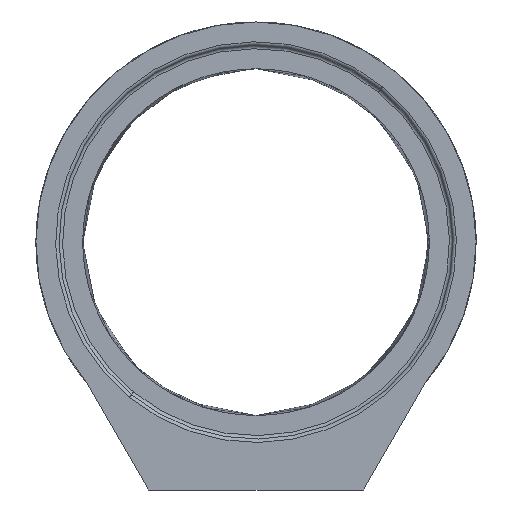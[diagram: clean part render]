
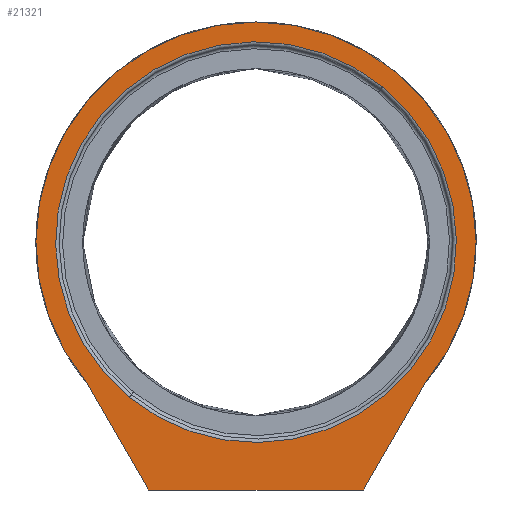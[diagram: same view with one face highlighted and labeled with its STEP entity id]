
A CAD part, left-side view. The second image highlights one B-rep face of the part: STEP entity #21321.
In plain terms, the highlighted face is planar.
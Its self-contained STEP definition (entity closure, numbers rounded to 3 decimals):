
#522 = CARTESIAN_POINT ( 'NONE',  ( -715., -500., -100. ) ) ;
#714 = AXIS2_PLACEMENT_3D ( 'NONE', #2609, #15039, #22123 ) ;
#802 = AXIS2_PLACEMENT_3D ( 'NONE', #5393, #17823, #1906 ) ;
#902 = CARTESIAN_POINT ( 'NONE',  ( 447.735, 365.537, -100. ) ) ;
#933 = EDGE_LOOP ( 'NONE', ( #6827, #8139 ) ) ;
#1150 = AXIS2_PLACEMENT_3D ( 'NONE', #14070, #20810, #12220 ) ;
#1399 = PLANE ( 'NONE',  #1150 ) ;
#1642 = VERTEX_POINT ( 'NONE', #7159 ) ;
#1906 = DIRECTION ( 'NONE',  ( 1., 0., 0. ) ) ;
#2276 = EDGE_CURVE ( 'NONE', #16637, #17618, #20213, .T. ) ;
#2420 = CIRCLE ( 'NONE', #15405, 635. ) ;
#2609 = CARTESIAN_POINT ( 'NONE',  ( 0., 0., -100. ) ) ;
#2826 = EDGE_CURVE ( 'NONE', #1642, #16060, #3694, .T. ) ;
#3061 = CARTESIAN_POINT ( 'NONE',  ( -715., 310., -100. ) ) ;
#3694 = LINE ( 'NONE', #522, #20398 ) ;
#4270 = EDGE_CURVE ( 'NONE', #11728, #1642, #18824, .T. ) ;
#4892 = CIRCLE ( 'NONE', #802, 635. ) ;
#5009 = FACE_OUTER_BOUND ( 'NONE', #10158, .T. ) ;
#5393 = CARTESIAN_POINT ( 'NONE',  ( 0., 0., -100. ) ) ;
#5736 = DIRECTION ( 'NONE',  ( 0.775, 0.632, 0. ) ) ;
#6695 = EDGE_CURVE ( 'NONE', #17618, #16637, #12231, .T. ) ;
#6730 = LINE ( 'NONE', #8476, #13037 ) ;
#6827 = ORIENTED_EDGE ( 'NONE', *, *, #6695, .T. ) ;
#7159 = CARTESIAN_POINT ( 'NONE',  ( -715., -310., -100. ) ) ;
#7615 = DIRECTION ( 'NONE',  ( 0., 1., 0. ) ) ;
#8139 = ORIENTED_EDGE ( 'NONE', *, *, #2276, .T. ) ;
#8346 = ORIENTED_EDGE ( 'NONE', *, *, #22057, .F. ) ;
#8476 = CARTESIAN_POINT ( 'NONE',  ( -715., 310., -100. ) ) ;
#9392 = ORIENTED_EDGE ( 'NONE', *, *, #10033, .F. ) ;
#10033 = EDGE_CURVE ( 'NONE', #17583, #18158, #2420, .T. ) ;
#10158 = EDGE_LOOP ( 'NONE', ( #8346, #14450, #20393, #20902, #9392 ) ) ;
#10195 = AXIS2_PLACEMENT_3D ( 'NONE', #18058, #17949, #5736 ) ;
#11710 = CARTESIAN_POINT ( 'NONE',  ( -447.735, -365.537, -100. ) ) ;
#11728 = VERTEX_POINT ( 'NONE', #20396 ) ;
#11865 = DIRECTION ( 'NONE',  ( -0.866, 0.5, 0. ) ) ;
#12220 = DIRECTION ( 'NONE',  ( 1., 0., 0. ) ) ;
#12231 = CIRCLE ( 'NONE', #714, 578. ) ;
#13037 = VECTOR ( 'NONE', #15343, 1000. ) ;
#13633 = CARTESIAN_POINT ( 'NONE',  ( 0., 0., -100. ) ) ;
#13717 = CARTESIAN_POINT ( 'NONE',  ( -385.91, -500., -100. ) ) ;
#14070 = CARTESIAN_POINT ( 'NONE',  ( 0., 0., -100. ) ) ;
#14450 = ORIENTED_EDGE ( 'NONE', *, *, #4270, .T. ) ;
#15039 = DIRECTION ( 'NONE',  ( 0., 0., 1. ) ) ;
#15343 = DIRECTION ( 'NONE',  ( 0.866, 0.5, 0. ) ) ;
#15405 = AXIS2_PLACEMENT_3D ( 'NONE', #13633, #20714, #22342 ) ;
#15585 = FACE_BOUND ( 'NONE', #933, .T. ) ;
#16060 = VERTEX_POINT ( 'NONE', #3061 ) ;
#16637 = VERTEX_POINT ( 'NONE', #11710 ) ;
#17031 = EDGE_CURVE ( 'NONE', #16060, #18158, #6730, .T. ) ;
#17583 = VERTEX_POINT ( 'NONE', #18232 ) ;
#17618 = VERTEX_POINT ( 'NONE', #902 ) ;
#17823 = DIRECTION ( 'NONE',  ( 0., 0., 1. ) ) ;
#17949 = DIRECTION ( 'NONE',  ( 0., 0., 1. ) ) ;
#18058 = CARTESIAN_POINT ( 'NONE',  ( 0., 0., -100. ) ) ;
#18158 = VERTEX_POINT ( 'NONE', #21918 ) ;
#18232 = CARTESIAN_POINT ( 'NONE',  ( 635., 0., -100. ) ) ;
#18534 = VECTOR ( 'NONE', #11865, 1000. ) ;
#18824 = LINE ( 'NONE', #13717, #18534 ) ;
#20213 = CIRCLE ( 'NONE', #10195, 578. ) ;
#20393 = ORIENTED_EDGE ( 'NONE', *, *, #2826, .T. ) ;
#20396 = CARTESIAN_POINT ( 'NONE',  ( -405.406, -488.744, -100. ) ) ;
#20398 = VECTOR ( 'NONE', #7615, 1000. ) ;
#20714 = DIRECTION ( 'NONE',  ( 0., 0., 1. ) ) ;
#20810 = DIRECTION ( 'NONE',  ( 0., 0., 1. ) ) ;
#20902 = ORIENTED_EDGE ( 'NONE', *, *, #17031, .T. ) ;
#21321 = ADVANCED_FACE ( 'NONE', ( #15585, #5009 ), #1399, .F. ) ;
#21918 = CARTESIAN_POINT ( 'NONE',  ( -405.406, 488.744, -100. ) ) ;
#22057 = EDGE_CURVE ( 'NONE', #11728, #17583, #4892, .T. ) ;
#22123 = DIRECTION ( 'NONE',  ( 0.775, 0.632, 0. ) ) ;
#22342 = DIRECTION ( 'NONE',  ( 1., 0., 0. ) ) ;
